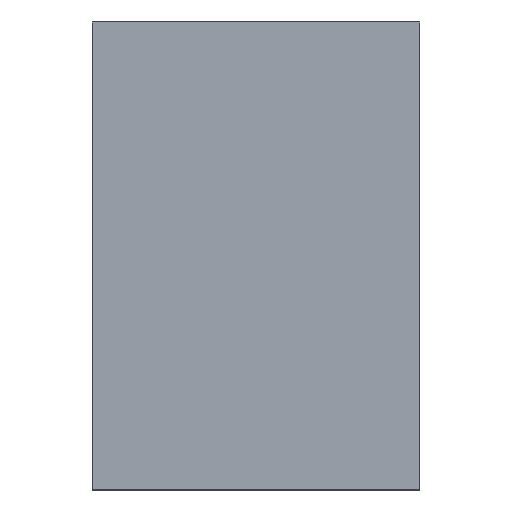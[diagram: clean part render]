
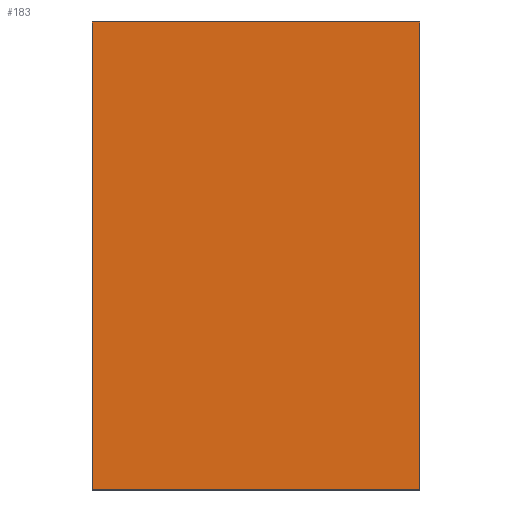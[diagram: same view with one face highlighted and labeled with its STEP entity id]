
A CAD part, top view. The second image highlights one B-rep face of the part: STEP entity #183.
In plain terms, the highlighted planar face has unit normal (0, 0, 1).
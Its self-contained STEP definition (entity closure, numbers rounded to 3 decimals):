
#20=LINE('',#295,#32);
#22=LINE('',#299,#34);
#24=LINE('',#303,#36);
#26=LINE('',#306,#38);
#32=VECTOR('',#245,10.);
#34=VECTOR('',#249,7.);
#36=VECTOR('',#253,10.);
#38=VECTOR('',#257,7.);
#47=PLANE('',#205);
#70=FACE_OUTER_BOUND('',#90,.T.);
#90=EDGE_LOOP('',(#166,#167,#168,#169));
#109=VERTEX_POINT('',#292);
#110=VERTEX_POINT('',#294);
#111=VERTEX_POINT('',#298);
#112=VERTEX_POINT('',#302);
#125=EDGE_CURVE('',#110,#109,#20,.T.);
#127=EDGE_CURVE('',#111,#110,#22,.T.);
#129=EDGE_CURVE('',#112,#111,#24,.T.);
#131=EDGE_CURVE('',#109,#112,#26,.T.);
#166=ORIENTED_EDGE('',*,*,#131,.T.);
#167=ORIENTED_EDGE('',*,*,#129,.T.);
#168=ORIENTED_EDGE('',*,*,#127,.T.);
#169=ORIENTED_EDGE('',*,*,#125,.T.);
#183=ADVANCED_FACE('',(#70),#47,.T.);
#205=AXIS2_PLACEMENT_3D('',#307,#258,#259);
#245=DIRECTION('',(0.,1.,0.));
#249=DIRECTION('',(1.,0.,0.));
#253=DIRECTION('',(0.,-1.,0.));
#257=DIRECTION('',(-1.,0.,0.));
#258=DIRECTION('center_axis',(0.,0.,1.));
#259=DIRECTION('ref_axis',(1.,0.,0.));
#292=CARTESIAN_POINT('',(3.5,4.,11.5));
#294=CARTESIAN_POINT('',(3.5,-6.,11.5));
#295=CARTESIAN_POINT('',(3.5,4.,11.5));
#298=CARTESIAN_POINT('',(-3.5,-6.,11.5));
#299=CARTESIAN_POINT('',(3.5,-6.,11.5));
#302=CARTESIAN_POINT('',(-3.5,4.,11.5));
#303=CARTESIAN_POINT('',(-3.5,-6.,11.5));
#306=CARTESIAN_POINT('',(-3.5,4.,11.5));
#307=CARTESIAN_POINT('Origin',(0.,-1.,11.5));
